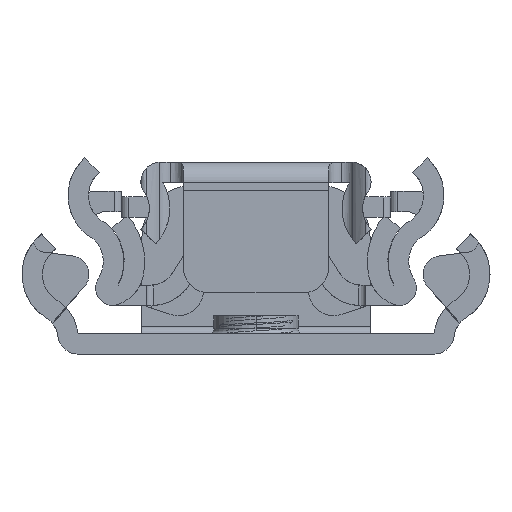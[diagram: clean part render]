
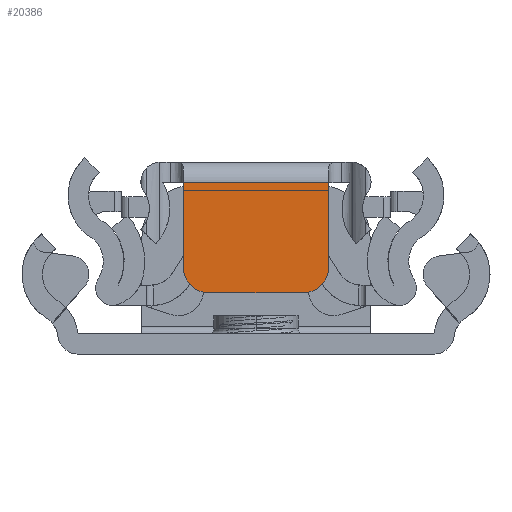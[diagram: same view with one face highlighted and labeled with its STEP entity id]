
A CAD part, left-side view. The second image highlights one B-rep face of the part: STEP entity #20386.
In plain terms, the highlighted planar face has unit normal (-1, 0, 0).
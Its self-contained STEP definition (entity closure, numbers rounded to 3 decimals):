
#1302 = EDGE_CURVE ( 'NONE', #11700, #8144, #17186, .T. ) ;
#2033 = VERTEX_POINT ( 'NONE', #5609 ) ;
#2298 = AXIS2_PLACEMENT_3D ( 'NONE', #16033, #13874, #21282 ) ;
#2309 = AXIS2_PLACEMENT_3D ( 'NONE', #8444, #2989, #20628 ) ;
#2989 = DIRECTION ( 'NONE',  ( -1., 0., 0. ) ) ;
#3118 = ORIENTED_EDGE ( 'NONE', *, *, #9812, .T. ) ;
#3282 = DIRECTION ( 'NONE',  ( 0., 0., 1. ) ) ;
#3323 = PLANE ( 'NONE',  #17376 ) ;
#3646 = ORIENTED_EDGE ( 'NONE', *, *, #20091, .T. ) ;
#4234 = LINE ( 'NONE', #16053, #21920 ) ;
#4471 = DIRECTION ( 'NONE',  ( 0., 1., 0. ) ) ;
#4588 = DIRECTION ( 'NONE',  ( 0., 0., -1. ) ) ;
#5401 = CARTESIAN_POINT ( 'NONE',  ( 0., -1.85, 2.4 ) ) ;
#5609 = CARTESIAN_POINT ( 'NONE',  ( 0., -2.85, 3.4 ) ) ;
#5776 = EDGE_LOOP ( 'NONE', ( #13217, #3646, #5898, #7155, #9967, #3118 ) ) ;
#5898 = ORIENTED_EDGE ( 'NONE', *, *, #13760, .F. ) ;
#6161 = DIRECTION ( 'NONE',  ( 0., 0., 1. ) ) ;
#6181 = CARTESIAN_POINT ( 'NONE',  ( 0., 3.734, 6.7 ) ) ;
#6660 = VERTEX_POINT ( 'NONE', #15309 ) ;
#7143 = LINE ( 'NONE', #17263, #9257 ) ;
#7155 = ORIENTED_EDGE ( 'NONE', *, *, #1302, .T. ) ;
#7468 = LINE ( 'NONE', #9511, #17794 ) ;
#7766 = LINE ( 'NONE', #6181, #17732 ) ;
#7997 = CARTESIAN_POINT ( 'NONE',  ( 0., 3.734, 6.734 ) ) ;
#8144 = VERTEX_POINT ( 'NONE', #8520 ) ;
#8444 = CARTESIAN_POINT ( 'NONE',  ( 0., -1.85, 3.4 ) ) ;
#8520 = CARTESIAN_POINT ( 'NONE',  ( 0., 1.85, 2.4 ) ) ;
#9257 = VECTOR ( 'NONE', #3282, 1000. ) ;
#9511 = CARTESIAN_POINT ( 'NONE',  ( 0., -1.85, 2.4 ) ) ;
#9812 = EDGE_CURVE ( 'NONE', #15668, #2033, #9935, .T. ) ;
#9935 = CIRCLE ( 'NONE', #2309, 1. ) ;
#9967 = ORIENTED_EDGE ( 'NONE', *, *, #22204, .T. ) ;
#11581 = EDGE_CURVE ( 'NONE', #2033, #6660, #4234, .T. ) ;
#11700 = VERTEX_POINT ( 'NONE', #16829 ) ;
#12462 = CARTESIAN_POINT ( 'NONE',  ( 0., 2.85, 6.7 ) ) ;
#13217 = ORIENTED_EDGE ( 'NONE', *, *, #11581, .T. ) ;
#13373 = VERTEX_POINT ( 'NONE', #12462 ) ;
#13760 = EDGE_CURVE ( 'NONE', #11700, #13373, #7143, .T. ) ;
#13874 = DIRECTION ( 'NONE',  ( -1., 0., 0. ) ) ;
#15309 = CARTESIAN_POINT ( 'NONE',  ( 0., -2.85, 6.7 ) ) ;
#15668 = VERTEX_POINT ( 'NONE', #5401 ) ;
#16033 = CARTESIAN_POINT ( 'NONE',  ( 0., 1.85, 3.4 ) ) ;
#16053 = CARTESIAN_POINT ( 'NONE',  ( 0., -2.85, 6.734 ) ) ;
#16829 = CARTESIAN_POINT ( 'NONE',  ( 0., 2.85, 3.4 ) ) ;
#17186 = CIRCLE ( 'NONE', #2298, 1. ) ;
#17263 = CARTESIAN_POINT ( 'NONE',  ( 0., 2.85, 6.734 ) ) ;
#17376 = AXIS2_PLACEMENT_3D ( 'NONE', #7997, #20172, #4588 ) ;
#17732 = VECTOR ( 'NONE', #4471, 1000. ) ;
#17794 = VECTOR ( 'NONE', #19532, 1000. ) ;
#18908 = FACE_OUTER_BOUND ( 'NONE', #5776, .T. ) ;
#19532 = DIRECTION ( 'NONE',  ( 0., -1., 0. ) ) ;
#20091 = EDGE_CURVE ( 'NONE', #6660, #13373, #7766, .T. ) ;
#20172 = DIRECTION ( 'NONE',  ( 1., 0., 0. ) ) ;
#20386 = ADVANCED_FACE ( 'NONE', ( #18908 ), #3323, .F. ) ;
#20628 = DIRECTION ( 'NONE',  ( 0., 0., 1. ) ) ;
#21282 = DIRECTION ( 'NONE',  ( 0., 0., 1. ) ) ;
#21920 = VECTOR ( 'NONE', #6161, 1000. ) ;
#22204 = EDGE_CURVE ( 'NONE', #8144, #15668, #7468, .T. ) ;
